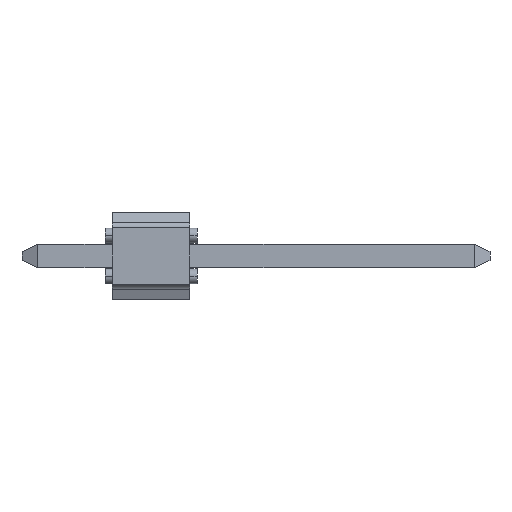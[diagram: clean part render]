
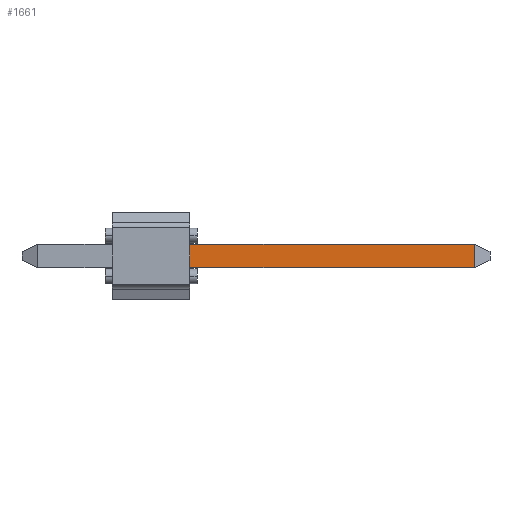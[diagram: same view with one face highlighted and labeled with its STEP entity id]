
A CAD part, front view. The second image highlights one B-rep face of the part: STEP entity #1661.
In plain terms, the highlighted planar face has unit normal (0, -1, 0).
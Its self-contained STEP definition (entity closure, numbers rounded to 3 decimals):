
#409=DIRECTION('',(0.,0.,1.));
#410=VECTOR('',#409,0.64);
#411=CARTESIAN_POINT('',(2.14,-2.86,-0.32));
#412=LINE('733',#411,#410);
#413=DIRECTION('',(1.,0.,0.));
#414=VECTOR('',#413,7.851);
#415=CARTESIAN_POINT('',(2.14,-2.86,0.32));
#416=LINE('789',#415,#414);
#417=DIRECTION('',(-1.,0.,0.));
#418=VECTOR('',#417,7.851);
#419=CARTESIAN_POINT('',(9.991,-2.86,-0.32));
#420=LINE('790',#419,#418);
#481=DIRECTION('',(0.,0.,1.));
#482=VECTOR('',#481,0.64);
#483=CARTESIAN_POINT('',(9.991,-2.86,-0.32));
#484=LINE('801',#483,#482);
#942=CARTESIAN_POINT('',(2.14,-2.86,-0.32));
#944=VERTEX_POINT('',#942);
#947=CARTESIAN_POINT('',(2.14,-2.86,0.32));
#948=VERTEX_POINT('',#947);
#983=CARTESIAN_POINT('',(9.991,-2.86,0.32));
#984=VERTEX_POINT('',#983);
#987=CARTESIAN_POINT('',(9.991,-2.86,-0.32));
#988=VERTEX_POINT('',#987);
#1648=CARTESIAN_POINT('',(6.066,-2.86,0.));
#1649=DIRECTION('',(0.,1.,0.));
#1650=DIRECTION('',(0.,0.,-1.));
#1651=AXIS2_PLACEMENT_3D('',#1648,#1649,#1650);
#1652=PLANE('897',#1651);
#1653=ORIENTED_EDGE('733',*,*,#1220,.T.);
#1655=ORIENTED_EDGE('789',*,*,#1654,.T.);
#1657=ORIENTED_EDGE('801',*,*,#1656,.F.);
#1658=ORIENTED_EDGE('790',*,*,#1639,.T.);
#1659=EDGE_LOOP('897',(#1653,#1655,#1657,#1658));
#1660=FACE_OUTER_BOUND('897',#1659,.F.);
#1661=ADVANCED_FACE('897',(#1660),#1652,.F.);
#1220=EDGE_CURVE('733',#944,#948,#412,.T.);
#1639=EDGE_CURVE('790',#988,#944,#420,.T.);
#1654=EDGE_CURVE('789',#948,#984,#416,.T.);
#1656=EDGE_CURVE('801',#988,#984,#484,.T.);
